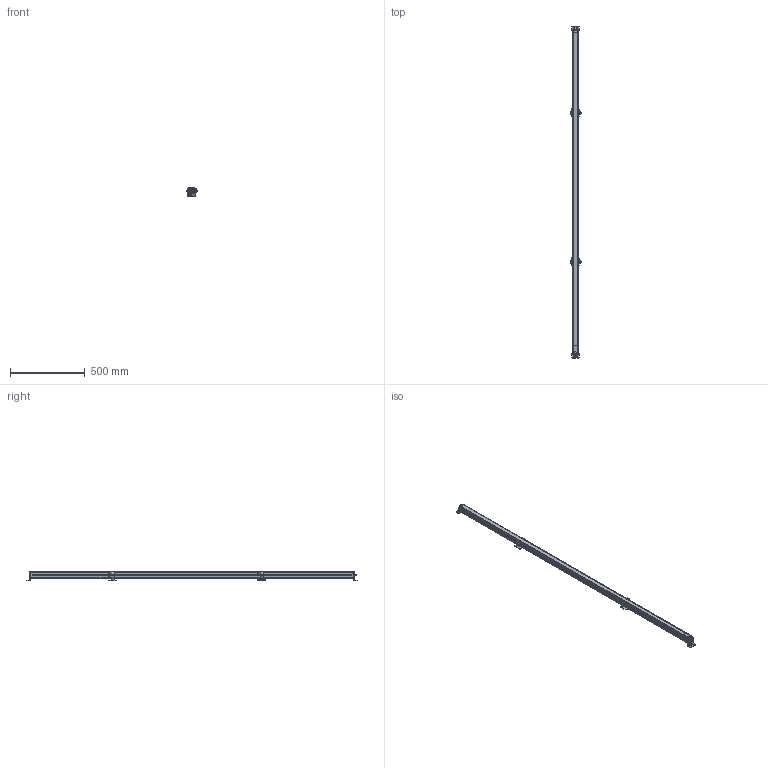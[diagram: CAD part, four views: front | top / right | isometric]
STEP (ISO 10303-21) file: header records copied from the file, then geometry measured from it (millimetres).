
FILE_DESCRIPTION((''),'2;1');
FILE_NAME('139546_SM01_ASM','2024-04-17T09:40:34',('banengservice'),('BANNER ENGINEERING'),'CREO PARAMETRIC BY PTC INC, 2022414','CREO PARAMETRIC BY PTC INC, 2022414','');
FILE_SCHEMA(('CONFIG_CONTROL_DESIGN'));
Products named in the file (9): 139546_EP01; 139546_PL01; 111087; 58892; 114483; 114482; 60139; 71756_ASM; 139546_SM01_ASM
Assembly tree (17 placements, depth 3):
  139546_SM01_ASM
    139546_EP01
    139546_PL01
    111087  x2
    58892  x4
    71756_ASM  x2
      114483
      114482
      58892
      60139
Bounding box: 68.64 x 2226 x 63.49 mm (x, y, z)
Volume: 6122989.7 mm3; surface area: 858168.4 mm2
Topology: 22 solids, 32 shells, 2464 faces, 6618 edges, 4270 vertices
Faces by surface type: plane 1307, cylinder 908, bspline 127, torus 48, sphere 40, cone 26, extrusion 8
Entity records: 58692 total; most frequent: CARTESIAN_POINT 22706, ORIENTED_EDGE 7552, DIRECTION 7412, EDGE_CURVE 3784, AXIS2_PLACEMENT_3D 2543, VERTEX_POINT 2436, VECTOR 2326, LINE 2318
